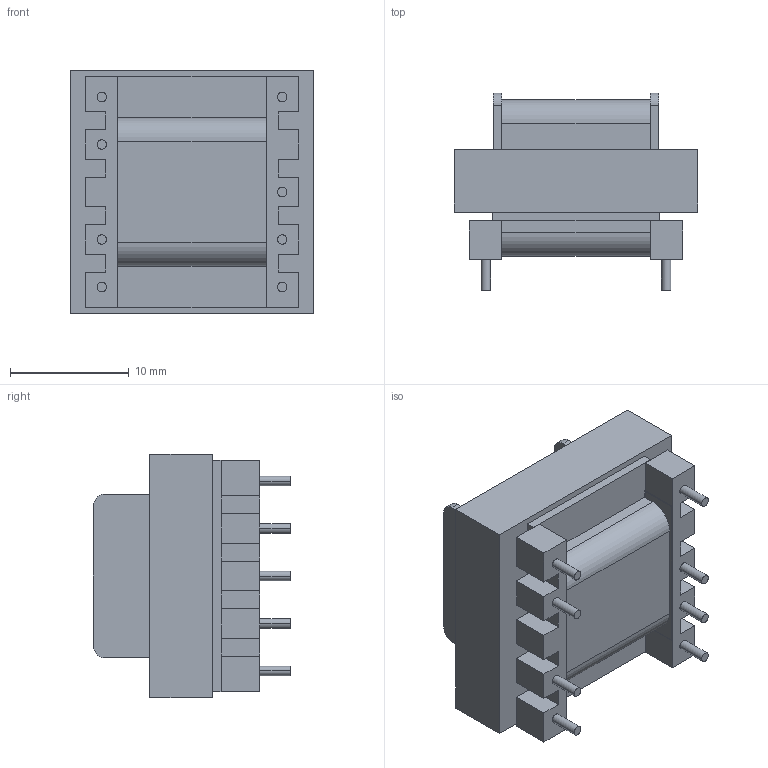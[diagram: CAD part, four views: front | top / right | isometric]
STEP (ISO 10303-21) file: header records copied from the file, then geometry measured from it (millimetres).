
FILE_DESCRIPTION (( 'STEP AP214' ), '1' );
FILE_NAME ('User Library-EF20_5+5.STEP', '2022-07-19T20:30:43', ( '' ), ( '' ), 'SwSTEP 2.0', 'SolidWorks 2022', '' );
FILE_SCHEMA (( 'AUTOMOTIVE_DESIGN' ));
Length unit declared in the file: millimetre
Products named in the file (4): C; B; EFD1A494-7B8F-4C4C-8889-FD0901DDE1D7; User Library-EF20_5+5
Assembly tree (11 placements, depth 2):
  User Library-EF20_5+5
    C  x8
    B  x2
    EFD1A494-7B8F-4C4C-8889-FD0901DDE1D7
Bounding box: 20.5 x 16.6 x 20.5 mm (x, y, z)
Volume: 3769.4 mm3; surface area: 2943.6 mm2
Topology: 11 solids, 11 shells, 126 faces, 300 edges, 200 vertices
Faces by surface type: plane 102, cylinder 24
Entity records: 3356 total; most frequent: CARTESIAN_POINT 420, DIRECTION 398, ORIENTED_EDGE 396, EDGE_CURVE 198, LINE 178, VECTOR 178, VERTEX_POINT 132, AXIS2_PLACEMENT_3D 110
